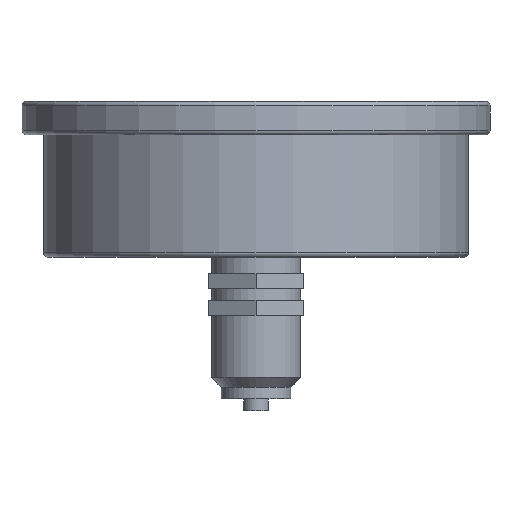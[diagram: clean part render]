
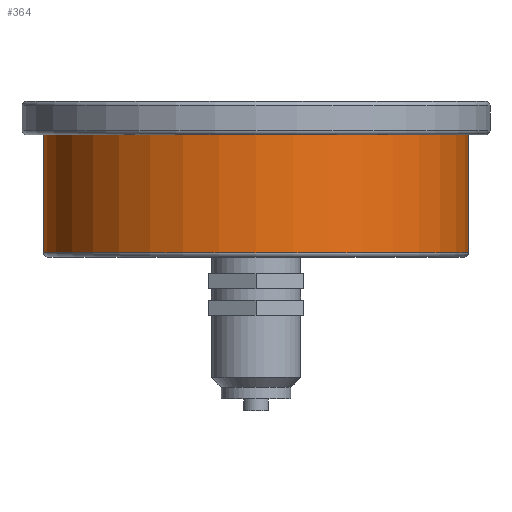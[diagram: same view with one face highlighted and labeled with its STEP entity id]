
A CAD part, front view. The second image highlights one B-rep face of the part: STEP entity #364.
In plain terms, the highlighted cylindrical face has radius 49.5 mm (diameter 99 mm), a partial arc.
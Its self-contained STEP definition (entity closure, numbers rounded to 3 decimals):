
#19 = VERTEX_POINT ( 'NONE', #165 ) ;
#23 = VERTEX_POINT ( 'NONE', #169 ) ;
#33 = EDGE_CURVE ( 'NONE', #143, #23, #1192, .T. ) ;
#34 = EDGE_CURVE ( 'NONE', #144, #19, #1194, .T. ) ;
#143 = VERTEX_POINT ( 'NONE', #285 ) ;
#144 = VERTEX_POINT ( 'NONE', #302 ) ;
#165 = CARTESIAN_POINT ( 'NONE',  ( 49.5, 0., -36. ) ) ;
#169 = CARTESIAN_POINT ( 'NONE',  ( -49.5, 0., -36. ) ) ;
#189 = DIRECTION ( 'NONE',  ( 0., 0., -1. ) ) ;
#192 = CARTESIAN_POINT ( 'NONE',  ( 49.5, 0., 0. ) ) ;
#193 = CARTESIAN_POINT ( 'NONE',  ( -49.5, 0., 0. ) ) ;
#198 = DIRECTION ( 'NONE',  ( 0., 0., -1. ) ) ;
#285 = CARTESIAN_POINT ( 'NONE',  ( -49.5, 0., -8.5 ) ) ;
#302 = CARTESIAN_POINT ( 'NONE',  ( 49.5, 0., -8.5 ) ) ;
#364 = ADVANCED_FACE ( 'NONE', ( #1317 ), #1321, .T. ) ;
#514 = ORIENTED_EDGE ( 'NONE', *, *, #34, .F. ) ;
#515 = ORIENTED_EDGE ( 'NONE', *, *, #669, .T. ) ;
#516 = ORIENTED_EDGE ( 'NONE', *, *, #33, .T. ) ;
#517 = ORIENTED_EDGE ( 'NONE', *, *, #670, .T. ) ;
#618 = EDGE_LOOP ( 'NONE', ( #514, #515, #516, #517 ) ) ;
#669 = EDGE_CURVE ( 'NONE', #144, #143, #1336, .T. ) ;
#670 = EDGE_CURVE ( 'NONE', #23, #19, #1337, .T. ) ;
#1192 = LINE ( 'NONE', #193, #1196 ) ;
#1194 = LINE ( 'NONE', #192, #1198 ) ;
#1196 = VECTOR ( 'NONE', #189, 1000. ) ;
#1198 = VECTOR ( 'NONE', #198, 1000. ) ;
#1317 = FACE_OUTER_BOUND ( 'NONE', #618, .T. ) ;
#1321 = CYLINDRICAL_SURFACE ( 'NONE', #1708, 49.5 ) ;
#1336 = CIRCLE ( 'NONE', #1717, 49.5 ) ;
#1337 = CIRCLE ( 'NONE', #1718, 49.5 ) ;
#1565 = DIRECTION ( 'NONE',  ( 0., 0., -1. ) ) ;
#1567 = DIRECTION ( 'NONE',  ( -1., 0., 0. ) ) ;
#1569 = CARTESIAN_POINT ( 'NONE',  ( 0., 0., 0. ) ) ;
#1687 = CARTESIAN_POINT ( 'NONE',  ( 0., 0., -8.5 ) ) ;
#1688 = DIRECTION ( 'NONE',  ( 0., 0., -1. ) ) ;
#1689 = DIRECTION ( 'NONE',  ( -1., 0., 0. ) ) ;
#1691 = CARTESIAN_POINT ( 'NONE',  ( 0., 0., -36. ) ) ;
#1692 = DIRECTION ( 'NONE',  ( 0., 0., 1. ) ) ;
#1693 = DIRECTION ( 'NONE',  ( -1., 0., 0. ) ) ;
#1708 = AXIS2_PLACEMENT_3D ( 'NONE', #1569, #1565, #1567 ) ;
#1717 = AXIS2_PLACEMENT_3D ( 'NONE', #1687, #1688, #1689 ) ;
#1718 = AXIS2_PLACEMENT_3D ( 'NONE', #1691, #1692, #1693 ) ;
